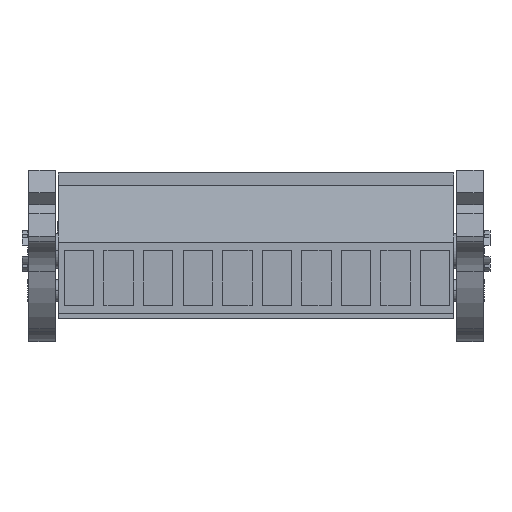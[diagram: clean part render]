
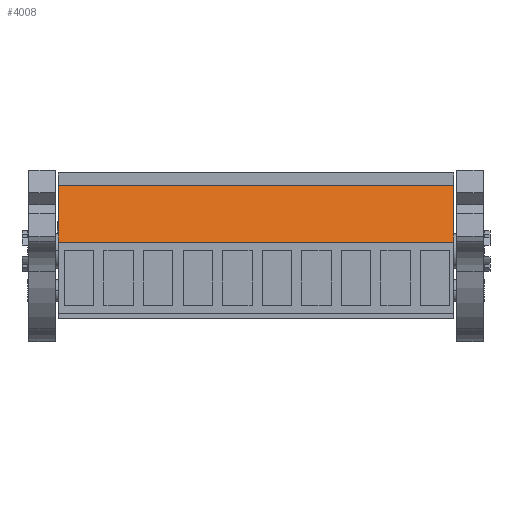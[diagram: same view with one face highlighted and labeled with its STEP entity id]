
A CAD part, top view. The second image highlights one B-rep face of the part: STEP entity #4008.
In plain terms, the highlighted planar face has unit normal (0, 0.205, 0.979).
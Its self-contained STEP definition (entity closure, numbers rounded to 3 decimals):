
#3988=AXIS2_PLACEMENT_3D('Plane Axis2P3D',#3985,#3986,#3987) ;
#112=CARTESIAN_POINT('Vertex',(3.2,8.802,18.1)) ;
#115=CARTESIAN_POINT('Line Origine',(3.2,11.31,17.575)) ;
#119=CARTESIAN_POINT('Vertex',(3.2,13.818,17.05)) ;
#3970=CARTESIAN_POINT('Vertex',(38.2,8.802,18.1)) ;
#3973=CARTESIAN_POINT('Line Origine',(20.7,8.802,18.1)) ;
#3985=CARTESIAN_POINT('Axis2P3D Location',(24.2,8.802,18.1)) ;
#3990=CARTESIAN_POINT('Line Origine',(38.2,11.31,17.575)) ;
#3994=CARTESIAN_POINT('Vertex',(38.2,13.818,17.05)) ;
#3997=CARTESIAN_POINT('Line Origine',(20.7,13.818,17.05)) ;
#116=DIRECTION('Vector Direction',(0.,0.979,-0.205)) ;
#3974=DIRECTION('Vector Direction',(1.,0.,0.)) ;
#3986=DIRECTION('Axis2P3D Direction',(0.,-0.205,-0.979)) ;
#3987=DIRECTION('Axis2P3D XDirection',(0.,0.979,-0.205)) ;
#3991=DIRECTION('Vector Direction',(0.,0.979,-0.205)) ;
#3998=DIRECTION('Vector Direction',(1.,0.,0.)) ;
#117=VECTOR('Line Direction',#116,1.) ;
#3975=VECTOR('Line Direction',#3974,1.) ;
#3992=VECTOR('Line Direction',#3991,1.) ;
#3999=VECTOR('Line Direction',#3998,1.) ;
#4003=ORIENTED_EDGE('',*,*,#121,.F.) ;
#4004=ORIENTED_EDGE('',*,*,#3977,.T.) ;
#4005=ORIENTED_EDGE('',*,*,#3996,.T.) ;
#4006=ORIENTED_EDGE('',*,*,#4001,.F.) ;
#4008=ADVANCED_FACE('HOUSING',(#4007),#3989,.F.) ;
#121=EDGE_CURVE('',#113,#120,#118,.T.) ;
#3977=EDGE_CURVE('',#113,#3971,#3976,.T.) ;
#3996=EDGE_CURVE('',#3971,#3995,#3993,.T.) ;
#4001=EDGE_CURVE('',#120,#3995,#4000,.T.) ;
#4002=EDGE_LOOP('',(#4003,#4004,#4005,#4006)) ;
#4007=FACE_OUTER_BOUND('',#4002,.T.) ;
#118=LINE('Line',#115,#117) ;
#3976=LINE('Line',#3973,#3975) ;
#3993=LINE('Line',#3990,#3992) ;
#4000=LINE('Line',#3997,#3999) ;
#3989=PLANE('',#3988) ;
#113=VERTEX_POINT('',#112) ;
#120=VERTEX_POINT('',#119) ;
#3971=VERTEX_POINT('',#3970) ;
#3995=VERTEX_POINT('',#3994) ;
